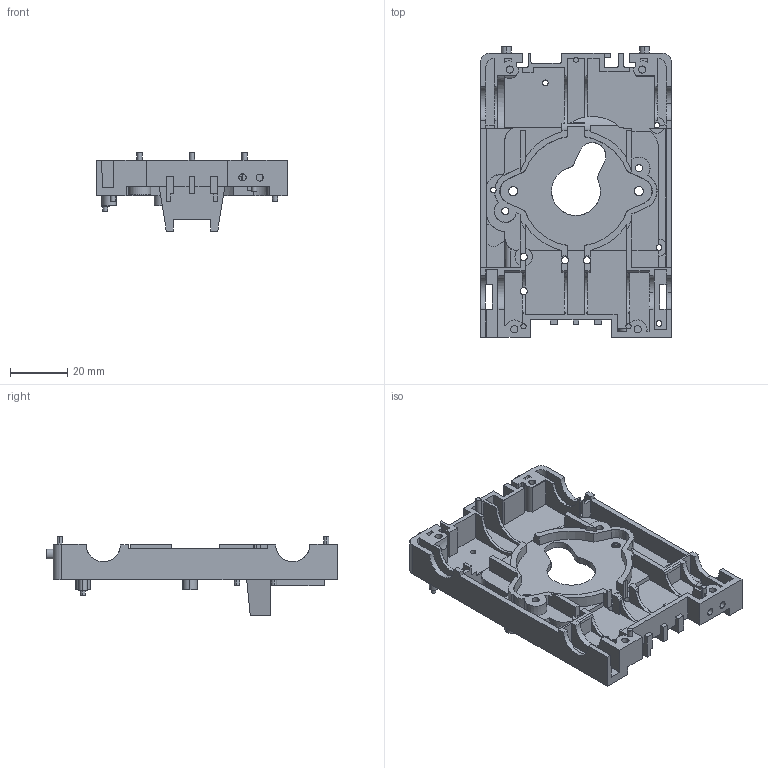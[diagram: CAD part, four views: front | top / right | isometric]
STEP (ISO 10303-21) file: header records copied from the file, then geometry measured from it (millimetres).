
FILE_DESCRIPTION (( 'STEP AP214' ), '1' );
FILE_NAME ('plus4底座前.STEP', '2025-01-08T05:51:08', ( '微软用户' ), ( '微软中国' ), 'SwSTEP 2.0', 'SolidWorks 2018', '' );
FILE_SCHEMA (( 'AUTOMOTIVE_DESIGN' ));
Length unit declared in the file: millimetre
Products named in the file (1): plus4菁釱ヶ
Bounding box: 66.4 x 101.2 x 27.25 mm (x, y, z)
Volume: 26611.8 mm3; surface area: 27435.9 mm2
Topology: 1 solids, 1 shells, 494 faces, 1462 edges, 978 vertices
Faces by surface type: plane 307, cylinder 163, cone 24
Entity records: 17528 total; most frequent: CARTESIAN_POINT 4295, ORIENTED_EDGE 2924, DIRECTION 2600, EDGE_CURVE 1462, VERTEX_POINT 978, AXIS2_PLACEMENT_3D 884, LINE 832, VECTOR 832
